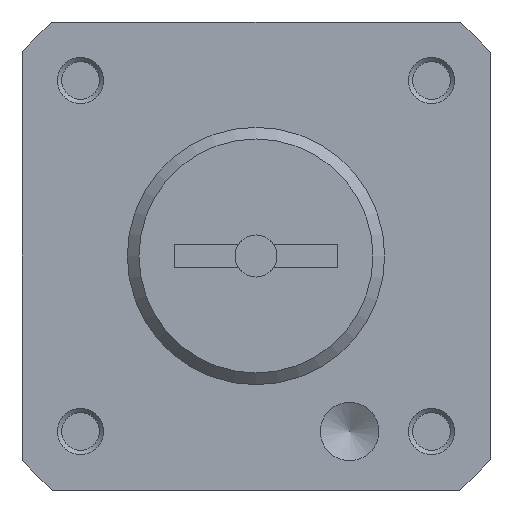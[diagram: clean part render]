
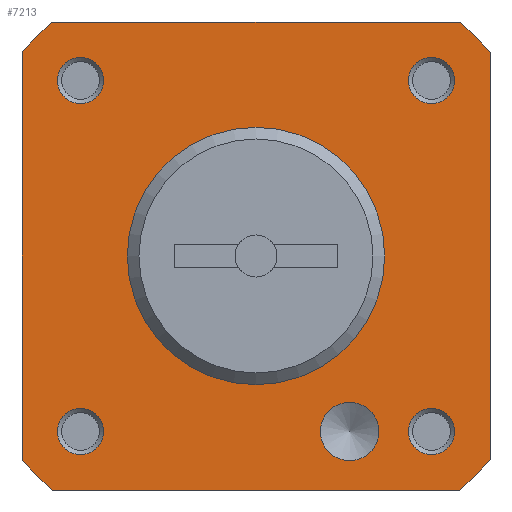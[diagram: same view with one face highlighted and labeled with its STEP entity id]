
A CAD part, front view. The second image highlights one B-rep face of the part: STEP entity #7213.
In plain terms, the highlighted planar face has unit normal (0, -1, 0).
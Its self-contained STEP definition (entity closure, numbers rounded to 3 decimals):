
#419=CIRCLE('',#7686,2.5);
#420=CIRCLE('',#7687,1.971);
#421=CIRCLE('',#7688,1.971);
#422=CIRCLE('',#7689,1.971);
#423=CIRCLE('',#7690,1.971);
#424=CIRCLE('',#7691,11.);
#425=CIRCLE('',#7692,26.5);
#426=CIRCLE('',#7693,26.5);
#427=CIRCLE('',#7694,26.5);
#428=CIRCLE('',#7695,26.5);
#1131=ORIENTED_EDGE('',*,*,#2459,.F.);
#1132=ORIENTED_EDGE('',*,*,#2460,.F.);
#1133=ORIENTED_EDGE('',*,*,#2461,.F.);
#1134=ORIENTED_EDGE('',*,*,#2462,.F.);
#1135=ORIENTED_EDGE('',*,*,#2463,.F.);
#1136=ORIENTED_EDGE('',*,*,#2464,.F.);
#1137=ORIENTED_EDGE('',*,*,#2465,.F.);
#1138=ORIENTED_EDGE('',*,*,#2466,.F.);
#1139=ORIENTED_EDGE('',*,*,#2467,.F.);
#1140=ORIENTED_EDGE('',*,*,#2468,.F.);
#1141=ORIENTED_EDGE('',*,*,#2469,.F.);
#1142=ORIENTED_EDGE('',*,*,#2470,.F.);
#1143=ORIENTED_EDGE('',*,*,#2079,.F.);
#1144=ORIENTED_EDGE('',*,*,#2471,.F.);
#2079=EDGE_CURVE('',#2821,#2822,#3354,.T.);
#2459=EDGE_CURVE('',#3105,#3105,#419,.T.);
#2460=EDGE_CURVE('',#3106,#3106,#420,.T.);
#2461=EDGE_CURVE('',#3107,#3107,#421,.T.);
#2462=EDGE_CURVE('',#3108,#3108,#422,.T.);
#2463=EDGE_CURVE('',#3109,#3109,#423,.T.);
#2464=EDGE_CURVE('',#3110,#3110,#424,.F.);
#2465=EDGE_CURVE('',#3111,#3112,#3529,.T.);
#2466=EDGE_CURVE('',#3113,#3111,#425,.T.);
#2467=EDGE_CURVE('',#3114,#3113,#3530,.T.);
#2468=EDGE_CURVE('',#3115,#3114,#426,.T.);
#2469=EDGE_CURVE('',#3116,#3115,#3531,.T.);
#2470=EDGE_CURVE('',#2822,#3116,#427,.T.);
#2471=EDGE_CURVE('',#3112,#2821,#428,.T.);
#2821=VERTEX_POINT('',#9733);
#2822=VERTEX_POINT('',#9735);
#3105=VERTEX_POINT('',#10834);
#3106=VERTEX_POINT('',#10836);
#3107=VERTEX_POINT('',#10838);
#3108=VERTEX_POINT('',#10840);
#3109=VERTEX_POINT('',#10842);
#3110=VERTEX_POINT('',#10844);
#3111=VERTEX_POINT('',#10846);
#3112=VERTEX_POINT('',#10847);
#3113=VERTEX_POINT('',#10849);
#3114=VERTEX_POINT('',#10851);
#3115=VERTEX_POINT('',#10853);
#3116=VERTEX_POINT('',#10855);
#3354=LINE('',#9734,#3730);
#3529=LINE('',#10845,#3905);
#3530=LINE('',#10850,#3906);
#3531=LINE('',#10854,#3907);
#3730=VECTOR('',#8127,1000.);
#3905=VECTOR('',#8700,1000.);
#3906=VECTOR('',#8703,1000.);
#3907=VECTOR('',#8706,1000.);
#4194=EDGE_LOOP('',(#1131));
#4195=EDGE_LOOP('',(#1132));
#4196=EDGE_LOOP('',(#1133));
#4197=EDGE_LOOP('',(#1134));
#4198=EDGE_LOOP('',(#1135));
#4199=EDGE_LOOP('',(#1136));
#4200=EDGE_LOOP('',(#1137,#1138,#1139,#1140,#1141,#1142,#1143,#1144));
#4658=FACE_BOUND('',#4194,.T.);
#4659=FACE_BOUND('',#4195,.T.);
#4660=FACE_BOUND('',#4196,.T.);
#4661=FACE_BOUND('',#4197,.T.);
#4662=FACE_BOUND('',#4198,.T.);
#4663=FACE_BOUND('',#4199,.T.);
#4664=FACE_BOUND('',#4200,.T.);
#5087=PLANE('',#7685);
#7213=ADVANCED_FACE('',(#4658,#4659,#4660,#4661,#4662,#4663,#4664),#5087,
 .F.);
#7685=AXIS2_PLACEMENT_3D('',#10832,#8686,#8687);
#7686=AXIS2_PLACEMENT_3D('',#10833,#8688,#8689);
#7687=AXIS2_PLACEMENT_3D('',#10835,#8690,#8691);
#7688=AXIS2_PLACEMENT_3D('',#10837,#8692,#8693);
#7689=AXIS2_PLACEMENT_3D('',#10839,#8694,#8695);
#7690=AXIS2_PLACEMENT_3D('',#10841,#8696,#8697);
#7691=AXIS2_PLACEMENT_3D('',#10843,#8698,#8699);
#7692=AXIS2_PLACEMENT_3D('',#10848,#8701,#8702);
#7693=AXIS2_PLACEMENT_3D('',#10852,#8704,#8705);
#7694=AXIS2_PLACEMENT_3D('',#10856,#8707,#8708);
#7695=AXIS2_PLACEMENT_3D('',#10857,#8709,#8710);
#8127=DIRECTION('',(1.,0.,0.));
#8686=DIRECTION('',(0.,1.,0.));
#8687=DIRECTION('',(0.,0.,1.));
#8688=DIRECTION('',(0.,-1.,0.));
#8689=DIRECTION('',(0.,0.,-1.));
#8690=DIRECTION('',(0.,-1.,0.));
#8691=DIRECTION('',(0.,0.,-1.));
#8692=DIRECTION('',(0.,-1.,0.));
#8693=DIRECTION('',(0.,0.,-1.));
#8694=DIRECTION('',(0.,-1.,0.));
#8695=DIRECTION('',(0.,0.,-1.));
#8696=DIRECTION('',(0.,-1.,0.));
#8697=DIRECTION('',(0.,0.,-1.));
#8698=DIRECTION('',(0.,1.,0.));
#8699=DIRECTION('',(0.,0.,1.));
#8700=DIRECTION('',(0.,0.,1.));
#8701=DIRECTION('',(0.,1.,0.));
#8702=DIRECTION('',(1.,0.,0.));
#8703=DIRECTION('',(-1.,0.,0.));
#8704=DIRECTION('',(0.,1.,0.));
#8705=DIRECTION('',(1.,0.,0.));
#8706=DIRECTION('',(0.,0.,-1.));
#8707=DIRECTION('',(0.,1.,0.));
#8708=DIRECTION('',(1.,0.,0.));
#8709=DIRECTION('',(0.,1.,0.));
#8710=DIRECTION('',(1.,0.,0.));
#9733=CARTESIAN_POINT('',(-17.385,0.,20.));
#9734=CARTESIAN_POINT('',(-17.385,0.,20.));
#9735=CARTESIAN_POINT('',(17.385,0.,20.));
#10832=CARTESIAN_POINT('',(0.,0.,0.));
#10833=CARTESIAN_POINT('',(8.,0.,-15.));
#10834=CARTESIAN_POINT('',(8.,0.,-17.5));
#10835=CARTESIAN_POINT('',(-15.,0.,15.));
#10836=CARTESIAN_POINT('',(-15.,0.,13.029));
#10837=CARTESIAN_POINT('',(-15.,0.,-15.));
#10838=CARTESIAN_POINT('',(-15.,0.,-16.971));
#10839=CARTESIAN_POINT('',(15.,0.,15.));
#10840=CARTESIAN_POINT('',(15.,0.,13.029));
#10841=CARTESIAN_POINT('',(15.,0.,-15.));
#10842=CARTESIAN_POINT('',(15.,0.,-16.971));
#10843=CARTESIAN_POINT('',(0.,0.,0.));
#10844=CARTESIAN_POINT('',(0.,0.,11.));
#10845=CARTESIAN_POINT('',(-20.,0.,-17.385));
#10846=CARTESIAN_POINT('',(-20.,0.,-17.385));
#10847=CARTESIAN_POINT('',(-20.,0.,17.385));
#10848=CARTESIAN_POINT('',(0.,0.,0.));
#10849=CARTESIAN_POINT('',(-17.385,0.,-20.));
#10850=CARTESIAN_POINT('',(17.385,0.,-20.));
#10851=CARTESIAN_POINT('',(17.385,0.,-20.));
#10852=CARTESIAN_POINT('',(0.,0.,0.));
#10853=CARTESIAN_POINT('',(20.,0.,-17.385));
#10854=CARTESIAN_POINT('',(20.,0.,17.385));
#10855=CARTESIAN_POINT('',(20.,0.,17.385));
#10856=CARTESIAN_POINT('',(0.,0.,0.));
#10857=CARTESIAN_POINT('',(0.,0.,0.));
